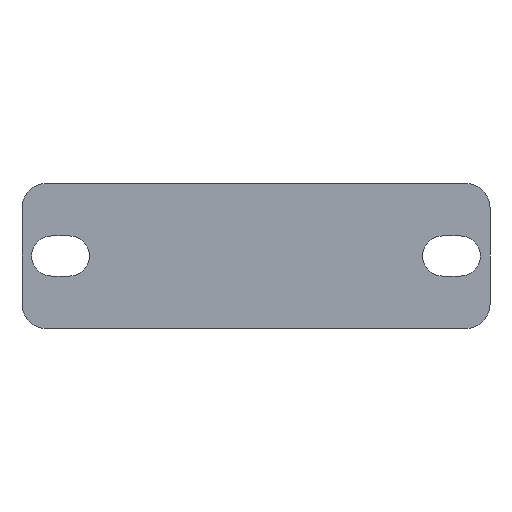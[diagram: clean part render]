
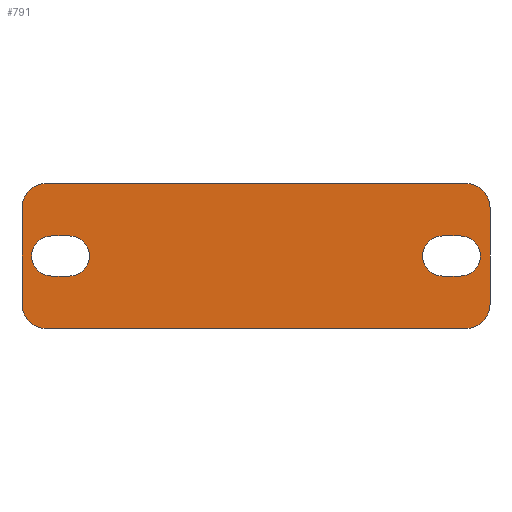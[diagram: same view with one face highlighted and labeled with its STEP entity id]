
A CAD part, front view. The second image highlights one B-rep face of the part: STEP entity #791.
In plain terms, the highlighted planar face has unit normal (0, -1, 0).
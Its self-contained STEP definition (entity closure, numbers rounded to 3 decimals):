
#32 = DIRECTION ( 'NONE',  ( -1., 0., 0. ) ) ;
#33 = DIRECTION ( 'NONE',  ( 0., 0., -1. ) ) ;
#34 = DIRECTION ( 'NONE',  ( 1., 0., 0. ) ) ;
#35 = CARTESIAN_POINT ( 'NONE',  ( -42.35, 0., -4.15 ) ) ;
#36 = CARTESIAN_POINT ( 'NONE',  ( 43.5, 0., -10. ) ) ;
#37 = DIRECTION ( 'NONE',  ( 0., 1., 0. ) ) ;
#38 = DIRECTION ( 'NONE',  ( 0., 0., 1. ) ) ;
#39 = CARTESIAN_POINT ( 'NONE',  ( -38.65, 0., 4.15 ) ) ;
#40 = CARTESIAN_POINT ( 'NONE',  ( -38.65, 0., 0. ) ) ;
#41 = DIRECTION ( 'NONE',  ( 0., 1., 0. ) ) ;
#42 = DIRECTION ( 'NONE',  ( 0., 0., -1. ) ) ;
#44 = CARTESIAN_POINT ( 'NONE',  ( -42.35, 0., 0. ) ) ;
#45 = DIRECTION ( 'NONE',  ( 0., 1., 0. ) ) ;
#46 = DIRECTION ( 'NONE',  ( 0., 0., -1. ) ) ;
#90 = EDGE_CURVE ( 'NONE', #2544, #1302, #2438, .T. ) ;
#91 = EDGE_CURVE ( 'NONE', #1302, #2548, #2442, .T. ) ;
#92 = EDGE_CURVE ( 'NONE', #2547, #1304, #2444, .T. ) ;
#93 = EDGE_CURVE ( 'NONE', #2546, #2547, #2441, .T. ) ;
#94 = EDGE_CURVE ( 'NONE', #2543, #2546, #2446, .T. ) ;
#95 = EDGE_CURVE ( 'NONE', #1304, #2543, #2447, .T. ) ;
#179 = ORIENTED_EDGE ( 'NONE', *, *, #2306, .T. ) ;
#180 = ORIENTED_EDGE ( 'NONE', *, *, #2337, .F. ) ;
#189 = ORIENTED_EDGE ( 'NONE', *, *, #2349, .F. ) ;
#240 = ORIENTED_EDGE ( 'NONE', *, *, #2353, .F. ) ;
#308 = AXIS2_PLACEMENT_3D ( 'NONE', #36, #37, #38 ) ;
#309 = AXIS2_PLACEMENT_3D ( 'NONE', #40, #41, #42 ) ;
#310 = AXIS2_PLACEMENT_3D ( 'NONE', #44, #45, #46 ) ;
#543 = AXIS2_PLACEMENT_3D ( 'NONE', #2260, #2257, #2264 ) ;
#556 = AXIS2_PLACEMENT_3D ( 'NONE', #2972, #2973, #2974 ) ;
#557 = AXIS2_PLACEMENT_3D ( 'NONE', #2903, #2904, #2905 ) ;
#558 = AXIS2_PLACEMENT_3D ( 'NONE', #2910, #2911, #2912 ) ;
#567 = AXIS2_PLACEMENT_3D ( 'NONE', #1403, #1404, #1405 ) ;
#568 = AXIS2_PLACEMENT_3D ( 'NONE', #1406, #1407, #1408 ) ;
#721 = VERTEX_POINT ( 'NONE', #1807 ) ;
#791 = ADVANCED_FACE ( 'NONE', ( #2029, #2034, #2019 ), #2262, .F. ) ;
#819 = ORIENTED_EDGE ( 'NONE', *, *, #90, .F. ) ;
#938 = ORIENTED_EDGE ( 'NONE', *, *, #2330, .F. ) ;
#939 = ORIENTED_EDGE ( 'NONE', *, *, #2336, .F. ) ;
#940 = ORIENTED_EDGE ( 'NONE', *, *, #2347, .F. ) ;
#1000 = ORIENTED_EDGE ( 'NONE', *, *, #91, .F. ) ;
#1009 = ORIENTED_EDGE ( 'NONE', *, *, #92, .T. ) ;
#1010 = ORIENTED_EDGE ( 'NONE', *, *, #93, .T. ) ;
#1011 = ORIENTED_EDGE ( 'NONE', *, *, #94, .T. ) ;
#1012 = ORIENTED_EDGE ( 'NONE', *, *, #95, .T. ) ;
#1110 = ORIENTED_EDGE ( 'NONE', *, *, #2301, .T. ) ;
#1112 = ORIENTED_EDGE ( 'NONE', *, *, #2326, .T. ) ;
#1134 = ORIENTED_EDGE ( 'NONE', *, *, #2327, .T. ) ;
#1266 = VERTEX_POINT ( 'NONE', #2871 ) ;
#1270 = VERTEX_POINT ( 'NONE', #2875 ) ;
#1272 = VERTEX_POINT ( 'NONE', #2877 ) ;
#1273 = VERTEX_POINT ( 'NONE', #2878 ) ;
#1302 = VERTEX_POINT ( 'NONE', #2600 ) ;
#1304 = VERTEX_POINT ( 'NONE', #2602 ) ;
#1403 = CARTESIAN_POINT ( 'NONE',  ( -43.5, 0., 10. ) ) ;
#1404 = DIRECTION ( 'NONE',  ( 0., 1., 0. ) ) ;
#1405 = DIRECTION ( 'NONE',  ( 0., 0., 1. ) ) ;
#1406 = CARTESIAN_POINT ( 'NONE',  ( -43.5, 0., -10. ) ) ;
#1407 = DIRECTION ( 'NONE',  ( 0., 1., 0. ) ) ;
#1408 = DIRECTION ( 'NONE',  ( 0., 0., 1. ) ) ;
#1412 = CARTESIAN_POINT ( 'NONE',  ( -43.5, 0., -15. ) ) ;
#1413 = DIRECTION ( 'NONE',  ( -1., 0., 0. ) ) ;
#1468 = CARTESIAN_POINT ( 'NONE',  ( -42.35, 0., 4.15 ) ) ;
#1472 = CARTESIAN_POINT ( 'NONE',  ( -48.5, 0., -10. ) ) ;
#1473 = CARTESIAN_POINT ( 'NONE',  ( 48.5, 0., 10. ) ) ;
#1475 = CARTESIAN_POINT ( 'NONE',  ( 43.5, 0., -15. ) ) ;
#1476 = CARTESIAN_POINT ( 'NONE',  ( -48.5, 0., 10. ) ) ;
#1477 = CARTESIAN_POINT ( 'NONE',  ( -38.65, 0., 4.15 ) ) ;
#1478 = CARTESIAN_POINT ( 'NONE',  ( -38.65, 0., -4.15 ) ) ;
#1479 = CARTESIAN_POINT ( 'NONE',  ( 43.5, 0., 15. ) ) ;
#1480 = CARTESIAN_POINT ( 'NONE',  ( -43.5, 0., -15. ) ) ;
#1807 = CARTESIAN_POINT ( 'NONE',  ( -43.5, 0., 15. ) ) ;
#2019 = FACE_BOUND ( 'NONE', #2558, .T. ) ;
#2029 = FACE_BOUND ( 'NONE', #2553, .T. ) ;
#2034 = FACE_OUTER_BOUND ( 'NONE', #2555, .T. ) ;
#2257 = DIRECTION ( 'NONE',  ( 0., 1., 0. ) ) ;
#2260 = CARTESIAN_POINT ( 'NONE',  ( 43.5, 0., -10. ) ) ;
#2262 = PLANE ( 'NONE',  #543 ) ;
#2264 = DIRECTION ( 'NONE',  ( 0., 0., 1. ) ) ;
#2301 = EDGE_CURVE ( 'NONE', #1270, #1272, #2685, .T. ) ;
#2306 = EDGE_CURVE ( 'NONE', #1266, #1270, #2695, .T. ) ;
#2326 = EDGE_CURVE ( 'NONE', #1272, #1273, #2734, .T. ) ;
#2327 = EDGE_CURVE ( 'NONE', #1273, #1266, #2736, .T. ) ;
#2330 = EDGE_CURVE ( 'NONE', #2549, #2544, #2741, .T. ) ;
#2336 = EDGE_CURVE ( 'NONE', #721, #2549, #2750, .T. ) ;
#2337 = EDGE_CURVE ( 'NONE', #2550, #2545, #2751, .T. ) ;
#2347 = EDGE_CURVE ( 'NONE', #2545, #721, #2766, .T. ) ;
#2349 = EDGE_CURVE ( 'NONE', #2551, #2550, #2769, .T. ) ;
#2353 = EDGE_CURVE ( 'NONE', #2548, #2551, #2774, .T. ) ;
#2438 = LINE ( 'NONE', #2893, #2440 ) ;
#2440 = VECTOR ( 'NONE', #33, 1000. ) ;
#2441 = CIRCLE ( 'NONE', #309, 4.15 ) ;
#2442 = CIRCLE ( 'NONE', #308, 5. ) ;
#2444 = LINE ( 'NONE', #35, #2445 ) ;
#2445 = VECTOR ( 'NONE', #32, 1000. ) ;
#2446 = LINE ( 'NONE', #39, #2448 ) ;
#2447 = CIRCLE ( 'NONE', #310, 4.15 ) ;
#2448 = VECTOR ( 'NONE', #34, 1000. ) ;
#2543 = VERTEX_POINT ( 'NONE', #1468 ) ;
#2544 = VERTEX_POINT ( 'NONE', #1473 ) ;
#2545 = VERTEX_POINT ( 'NONE', #1476 ) ;
#2546 = VERTEX_POINT ( 'NONE', #1477 ) ;
#2547 = VERTEX_POINT ( 'NONE', #1478 ) ;
#2548 = VERTEX_POINT ( 'NONE', #1475 ) ;
#2549 = VERTEX_POINT ( 'NONE', #1479 ) ;
#2550 = VERTEX_POINT ( 'NONE', #1472 ) ;
#2551 = VERTEX_POINT ( 'NONE', #1480 ) ;
#2553 = EDGE_LOOP ( 'NONE', ( #1012, #1011, #1010, #1009 ) ) ;
#2555 = EDGE_LOOP ( 'NONE', ( #1000, #819, #938, #939, #940, #180, #189, #240 ) ) ;
#2558 = EDGE_LOOP ( 'NONE', ( #179, #1110, #1112, #1134 ) ) ;
#2600 = CARTESIAN_POINT ( 'NONE',  ( 48.5, 0., -10. ) ) ;
#2602 = CARTESIAN_POINT ( 'NONE',  ( -42.35, 0., -4.15 ) ) ;
#2685 = LINE ( 'NONE', #2960, #2688 ) ;
#2688 = VECTOR ( 'NONE', #2962, 1000. ) ;
#2695 = CIRCLE ( 'NONE', #556, 4.15 ) ;
#2734 = CIRCLE ( 'NONE', #557, 4.15 ) ;
#2736 = LINE ( 'NONE', #3002, #2738 ) ;
#2738 = VECTOR ( 'NONE', #2989, 1000. ) ;
#2741 = CIRCLE ( 'NONE', #558, 5. ) ;
#2750 = LINE ( 'NONE', #2918, #2752 ) ;
#2751 = LINE ( 'NONE', #2926, #2754 ) ;
#2752 = VECTOR ( 'NONE', #2919, 1000. ) ;
#2754 = VECTOR ( 'NONE', #2927, 1000. ) ;
#2766 = CIRCLE ( 'NONE', #567, 5. ) ;
#2769 = CIRCLE ( 'NONE', #568, 5. ) ;
#2774 = LINE ( 'NONE', #1412, #2776 ) ;
#2776 = VECTOR ( 'NONE', #1413, 1000. ) ;
#2871 = CARTESIAN_POINT ( 'NONE',  ( 38.65, 0., -4.15 ) ) ;
#2875 = CARTESIAN_POINT ( 'NONE',  ( 38.65, 0., 4.15 ) ) ;
#2877 = CARTESIAN_POINT ( 'NONE',  ( 42.35, 0., 4.15 ) ) ;
#2878 = CARTESIAN_POINT ( 'NONE',  ( 42.35, 0., -4.15 ) ) ;
#2893 = CARTESIAN_POINT ( 'NONE',  ( 48.5, 0., -10. ) ) ;
#2903 = CARTESIAN_POINT ( 'NONE',  ( 42.35, 0., 0. ) ) ;
#2904 = DIRECTION ( 'NONE',  ( 0., 1., 0. ) ) ;
#2905 = DIRECTION ( 'NONE',  ( 0., 0., -1. ) ) ;
#2910 = CARTESIAN_POINT ( 'NONE',  ( 43.5, 0., 10. ) ) ;
#2911 = DIRECTION ( 'NONE',  ( 0., 1., 0. ) ) ;
#2912 = DIRECTION ( 'NONE',  ( 0., 0., 1. ) ) ;
#2918 = CARTESIAN_POINT ( 'NONE',  ( -43.5, 0., 15. ) ) ;
#2919 = DIRECTION ( 'NONE',  ( 1., 0., 0. ) ) ;
#2926 = CARTESIAN_POINT ( 'NONE',  ( -48.5, 0., -10. ) ) ;
#2927 = DIRECTION ( 'NONE',  ( 0., 0., 1. ) ) ;
#2960 = CARTESIAN_POINT ( 'NONE',  ( 42.35, 0., 4.15 ) ) ;
#2962 = DIRECTION ( 'NONE',  ( 1., 0., 0. ) ) ;
#2972 = CARTESIAN_POINT ( 'NONE',  ( 38.65, 0., 0. ) ) ;
#2973 = DIRECTION ( 'NONE',  ( 0., 1., 0. ) ) ;
#2974 = DIRECTION ( 'NONE',  ( 0., 0., -1. ) ) ;
#2989 = DIRECTION ( 'NONE',  ( -1., 0., 0. ) ) ;
#3002 = CARTESIAN_POINT ( 'NONE',  ( 38.65, 0., -4.15 ) ) ;
